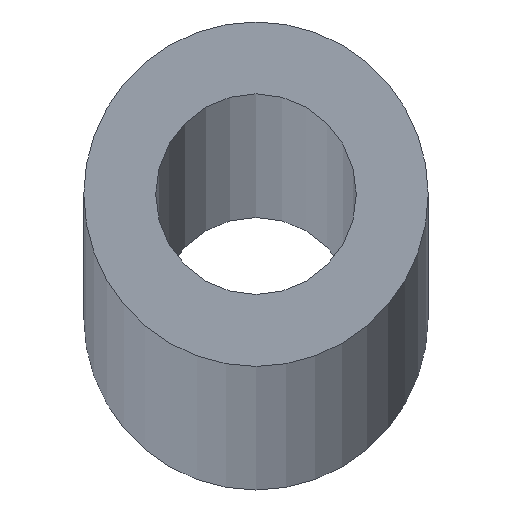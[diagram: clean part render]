
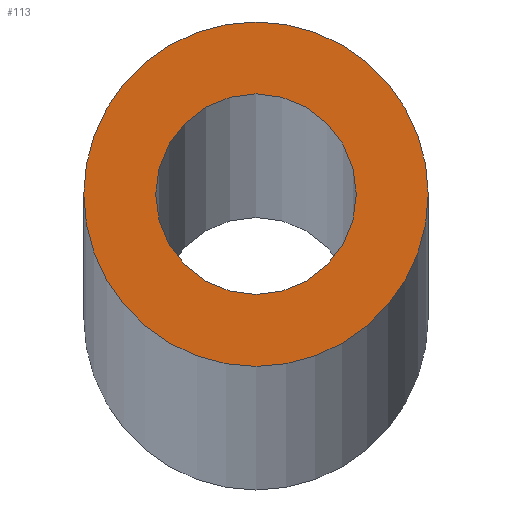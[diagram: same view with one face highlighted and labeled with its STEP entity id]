
A CAD part, top view. The second image highlights one B-rep face of the part: STEP entity #113.
In plain terms, the highlighted planar face has unit normal (0, 0, 1).
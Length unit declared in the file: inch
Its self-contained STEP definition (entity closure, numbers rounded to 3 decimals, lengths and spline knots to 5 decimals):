
#2 = CARTESIAN_POINT ( 'NONE',  ( 0., 0., 216. ) ) ;
#7 = CARTESIAN_POINT ( 'NONE',  ( -0.306, 0., 216. ) ) ;
#9 = ORIENTED_EDGE ( 'NONE', *, *, #33, .T. ) ;
#15 = ORIENTED_EDGE ( 'NONE', *, *, #55, .F. ) ;
#17 = CARTESIAN_POINT ( 'NONE',  ( 0., 0., 216. ) ) ;
#21 = AXIS2_PLACEMENT_3D ( 'NONE', #132, #38, #82 ) ;
#33 = EDGE_CURVE ( 'NONE', #189, #110, #143, .T. ) ;
#38 = DIRECTION ( 'NONE',  ( 0., 0., 1. ) ) ;
#39 = FACE_OUTER_BOUND ( 'NONE', #228, .T. ) ;
#47 = CIRCLE ( 'NONE', #214, 0.306 ) ;
#55 = EDGE_CURVE ( 'NONE', #151, #146, #47, .T. ) ;
#58 = ORIENTED_EDGE ( 'NONE', *, *, #64, .F. ) ;
#59 = ORIENTED_EDGE ( 'NONE', *, *, #97, .T. ) ;
#63 = CARTESIAN_POINT ( 'NONE',  ( -0.525, 0., 216. ) ) ;
#64 = EDGE_CURVE ( 'NONE', #146, #151, #164, .T. ) ;
#77 = FACE_BOUND ( 'NONE', #162, .T. ) ;
#82 = DIRECTION ( 'NONE',  ( 1., 0., 0. ) ) ;
#85 = CARTESIAN_POINT ( 'NONE',  ( 0.306, 0., 216. ) ) ;
#96 = DIRECTION ( 'NONE',  ( 1., 0., 0. ) ) ;
#97 = EDGE_CURVE ( 'NONE', #110, #189, #174, .T. ) ;
#98 = DIRECTION ( 'NONE',  ( 0., 0., 1. ) ) ;
#101 = AXIS2_PLACEMENT_3D ( 'NONE', #122, #168, #250 ) ;
#109 = AXIS2_PLACEMENT_3D ( 'NONE', #17, #135, #96 ) ;
#110 = VERTEX_POINT ( 'NONE', #207 ) ;
#113 = ADVANCED_FACE ( 'NONE', ( #39, #77 ), #187, .T. ) ;
#122 = CARTESIAN_POINT ( 'NONE',  ( 0., 0., 216. ) ) ;
#132 = CARTESIAN_POINT ( 'NONE',  ( 0., 0., 216. ) ) ;
#135 = DIRECTION ( 'NONE',  ( 0., 0., 1. ) ) ;
#143 = CIRCLE ( 'NONE', #101, 0.525 ) ;
#146 = VERTEX_POINT ( 'NONE', #7 ) ;
#150 = CARTESIAN_POINT ( 'NONE',  ( 0., 0., 216. ) ) ;
#151 = VERTEX_POINT ( 'NONE', #85 ) ;
#162 = EDGE_LOOP ( 'NONE', ( #58, #15 ) ) ;
#164 = CIRCLE ( 'NONE', #21, 0.306 ) ;
#168 = DIRECTION ( 'NONE',  ( 0., 0., 1. ) ) ;
#174 = CIRCLE ( 'NONE', #209, 0.525 ) ;
#187 = PLANE ( 'NONE',  #109 ) ;
#189 = VERTEX_POINT ( 'NONE', #63 ) ;
#207 = CARTESIAN_POINT ( 'NONE',  ( 0.525, 0., 216. ) ) ;
#209 = AXIS2_PLACEMENT_3D ( 'NONE', #150, #249, #227 ) ;
#214 = AXIS2_PLACEMENT_3D ( 'NONE', #2, #98, #251 ) ;
#227 = DIRECTION ( 'NONE',  ( 1., 0., 0. ) ) ;
#228 = EDGE_LOOP ( 'NONE', ( #9, #59 ) ) ;
#249 = DIRECTION ( 'NONE',  ( 0., 0., 1. ) ) ;
#250 = DIRECTION ( 'NONE',  ( 1., 0., 0. ) ) ;
#251 = DIRECTION ( 'NONE',  ( 1., 0., 0. ) ) ;
